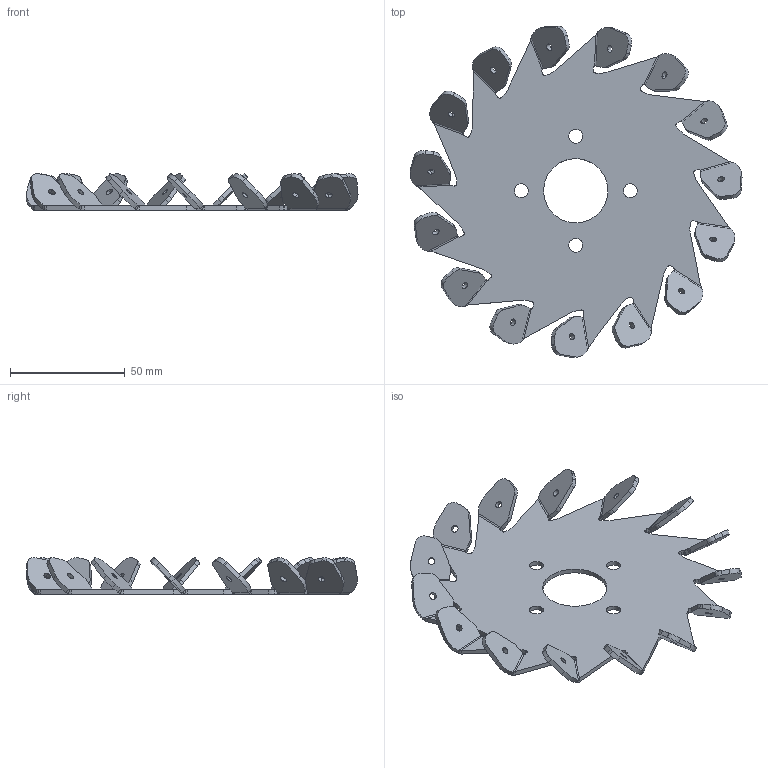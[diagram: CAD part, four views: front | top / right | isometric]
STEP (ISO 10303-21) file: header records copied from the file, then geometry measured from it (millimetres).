
FILE_DESCRIPTION (( 'STEP AP214' ), '1' );
FILE_NAME ('Plate alternate.STEP', '2023-01-31T14:03:32', ( '' ), ( '' ), 'SwSTEP 2.0', 'SolidWorks 2022', '' );
FILE_SCHEMA (( 'AUTOMOTIVE_DESIGN' ));
Length unit declared in the file: millimetre
Products named in the file (1): Plate alternate
Bounding box: 144.64 x 144.3 x 15.92 mm (x, y, z)
Volume: 28376.8 mm3; surface area: 31473.2 mm2
Topology: 1 solids, 1 shells, 388 faces, 1038 edges, 652 vertices
Faces by surface type: cylinder 206, plane 122, bspline 60
Entity records: 12478 total; most frequent: CARTESIAN_POINT 3009, ORIENTED_EDGE 2076, DIRECTION 1838, EDGE_CURVE 1038, AXIS2_PLACEMENT_3D 681, VERTEX_POINT 652, VECTOR 476, LINE 476
